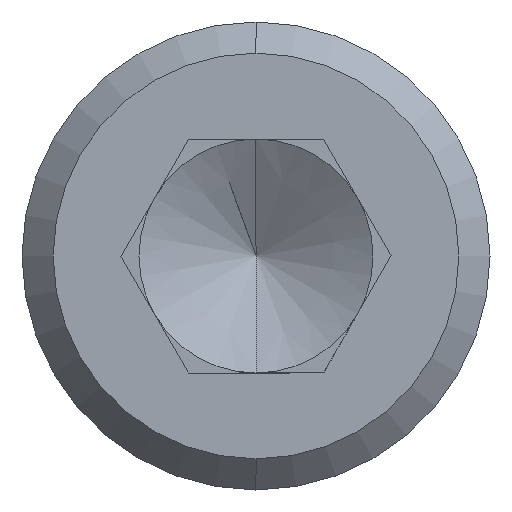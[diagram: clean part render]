
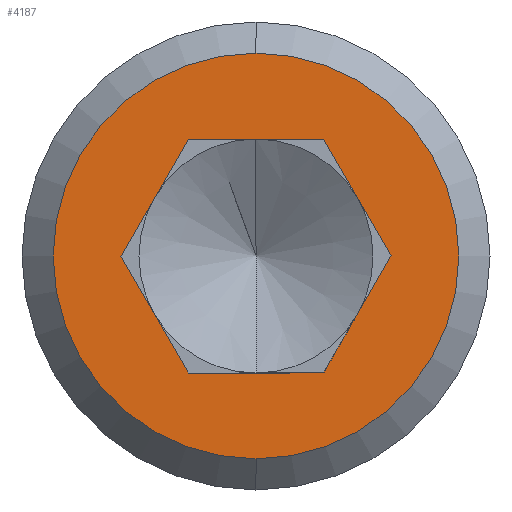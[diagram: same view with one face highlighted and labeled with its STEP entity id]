
A CAD part, left-side view. The second image highlights one B-rep face of the part: STEP entity #4187.
In plain terms, the highlighted planar face has unit normal (-1, 0, 0).
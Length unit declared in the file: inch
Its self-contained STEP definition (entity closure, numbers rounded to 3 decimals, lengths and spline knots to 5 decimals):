
#238 = CARTESIAN_POINT ( 'NONE',  ( 0., 0.05413, -0.09375 ) ) ;
#258 = VERTEX_POINT ( 'NONE', #1895 ) ;
#286 = VECTOR ( 'NONE', #3567, 39.37008 ) ;
#466 = ORIENTED_EDGE ( 'NONE', *, *, #6413, .T. ) ;
#467 = LINE ( 'NONE', #632, #286 ) ;
#468 = CARTESIAN_POINT ( 'NONE',  ( 0., 0., 0. ) ) ;
#544 = VERTEX_POINT ( 'NONE', #3915 ) ;
#632 = CARTESIAN_POINT ( 'NONE',  ( 0., 0.05413, -0.09375 ) ) ;
#657 = LINE ( 'NONE', #6357, #5118 ) ;
#708 = AXIS2_PLACEMENT_3D ( 'NONE', #468, #5715, #2230 ) ;
#780 = EDGE_CURVE ( 'NONE', #3312, #3995, #3841, .T. ) ;
#1063 = CARTESIAN_POINT ( 'NONE',  ( 0., 0.10825, 0. ) ) ;
#1104 = EDGE_CURVE ( 'NONE', #544, #258, #1818, .T. ) ;
#1118 = DIRECTION ( 'NONE',  ( 0., -0.5, -0.866 ) ) ;
#1194 = CARTESIAN_POINT ( 'NONE',  ( 0., 0., 0.1625 ) ) ;
#1259 = CIRCLE ( 'NONE', #4648, 0.1625 ) ;
#1387 = AXIS2_PLACEMENT_3D ( 'NONE', #6177, #2693, #6768 ) ;
#1818 = LINE ( 'NONE', #2010, #2006 ) ;
#1857 = EDGE_CURVE ( 'NONE', #4346, #2243, #1259, .T. ) ;
#1895 = CARTESIAN_POINT ( 'NONE',  ( 0., -0.10825, 0. ) ) ;
#1965 = ORIENTED_EDGE ( 'NONE', *, *, #5697, .T. ) ;
#2006 = VECTOR ( 'NONE', #3690, 39.37008 ) ;
#2010 = CARTESIAN_POINT ( 'NONE',  ( 0., -0.05413, 0.09375 ) ) ;
#2230 = DIRECTION ( 'NONE',  ( 0., 0., 1. ) ) ;
#2243 = VERTEX_POINT ( 'NONE', #6750 ) ;
#2523 = VERTEX_POINT ( 'NONE', #5258 ) ;
#2618 = CARTESIAN_POINT ( 'NONE',  ( 0., -0.10825, 0. ) ) ;
#2693 = DIRECTION ( 'NONE',  ( -1., 0., 0. ) ) ;
#2722 = VECTOR ( 'NONE', #4142, 39.37008 ) ;
#2824 = CARTESIAN_POINT ( 'NONE',  ( 0., 0.05413, 0.09375 ) ) ;
#2919 = VERTEX_POINT ( 'NONE', #2824 ) ;
#3312 = VERTEX_POINT ( 'NONE', #4787 ) ;
#3447 = CARTESIAN_POINT ( 'NONE',  ( 0., 0., 0. ) ) ;
#3513 = DIRECTION ( 'NONE',  ( 0., 1., 0. ) ) ;
#3560 = CARTESIAN_POINT ( 'NONE',  ( 0., 0.10825, 0. ) ) ;
#3567 = DIRECTION ( 'NONE',  ( 0., -1., 0. ) ) ;
#3690 = DIRECTION ( 'NONE',  ( 0., -0.5, -0.866 ) ) ;
#3752 = EDGE_CURVE ( 'NONE', #544, #2919, #657, .T. ) ;
#3812 = EDGE_CURVE ( 'NONE', #3995, #2523, #467, .T. ) ;
#3832 = ORIENTED_EDGE ( 'NONE', *, *, #1857, .T. ) ;
#3841 = LINE ( 'NONE', #1063, #6745 ) ;
#3915 = CARTESIAN_POINT ( 'NONE',  ( 0., -0.05413, 0.09375 ) ) ;
#3949 = ORIENTED_EDGE ( 'NONE', *, *, #3752, .F. ) ;
#3995 = VERTEX_POINT ( 'NONE', #238 ) ;
#4036 = DIRECTION ( 'NONE',  ( 0., 0., 1. ) ) ;
#4049 = ORIENTED_EDGE ( 'NONE', *, *, #5980, .T. ) ;
#4117 = FACE_BOUND ( 'NONE', #6765, .T. ) ;
#4142 = DIRECTION ( 'NONE',  ( 0., -0.5, 0.866 ) ) ;
#4187 = ADVANCED_FACE ( 'NONE', ( #4117, #7219 ), #6873, .T. ) ;
#4346 = VERTEX_POINT ( 'NONE', #1194 ) ;
#4382 = DIRECTION ( 'NONE',  ( 0., 0.5, -0.866 ) ) ;
#4459 = LINE ( 'NONE', #3560, #2722 ) ;
#4648 = AXIS2_PLACEMENT_3D ( 'NONE', #3447, #7520, #4036 ) ;
#4736 = CIRCLE ( 'NONE', #1387, 0.1625 ) ;
#4787 = CARTESIAN_POINT ( 'NONE',  ( 0., 0.10825, 0. ) ) ;
#5118 = VECTOR ( 'NONE', #3513, 39.37008 ) ;
#5258 = CARTESIAN_POINT ( 'NONE',  ( 0., -0.05413, -0.09375 ) ) ;
#5358 = EDGE_LOOP ( 'NONE', ( #1965, #3832 ) ) ;
#5630 = ORIENTED_EDGE ( 'NONE', *, *, #780, .F. ) ;
#5697 = EDGE_CURVE ( 'NONE', #2243, #4346, #4736, .T. ) ;
#5715 = DIRECTION ( 'NONE',  ( -1., 0., 0. ) ) ;
#5804 = VECTOR ( 'NONE', #4382, 39.37008 ) ;
#5911 = ORIENTED_EDGE ( 'NONE', *, *, #3812, .F. ) ;
#5980 = EDGE_CURVE ( 'NONE', #3312, #2919, #4459, .T. ) ;
#6177 = CARTESIAN_POINT ( 'NONE',  ( 0., 0., 0. ) ) ;
#6357 = CARTESIAN_POINT ( 'NONE',  ( 0., -0.05413, 0.09375 ) ) ;
#6413 = EDGE_CURVE ( 'NONE', #258, #2523, #7542, .T. ) ;
#6745 = VECTOR ( 'NONE', #1118, 39.37008 ) ;
#6750 = CARTESIAN_POINT ( 'NONE',  ( 0., 0., -0.1625 ) ) ;
#6765 = EDGE_LOOP ( 'NONE', ( #4049, #3949, #7510, #466, #5911, #5630 ) ) ;
#6768 = DIRECTION ( 'NONE',  ( 0., 0., 1. ) ) ;
#6873 = PLANE ( 'NONE',  #708 ) ;
#7219 = FACE_OUTER_BOUND ( 'NONE', #5358, .T. ) ;
#7510 = ORIENTED_EDGE ( 'NONE', *, *, #1104, .T. ) ;
#7520 = DIRECTION ( 'NONE',  ( -1., 0., 0. ) ) ;
#7542 = LINE ( 'NONE', #2618, #5804 ) ;
